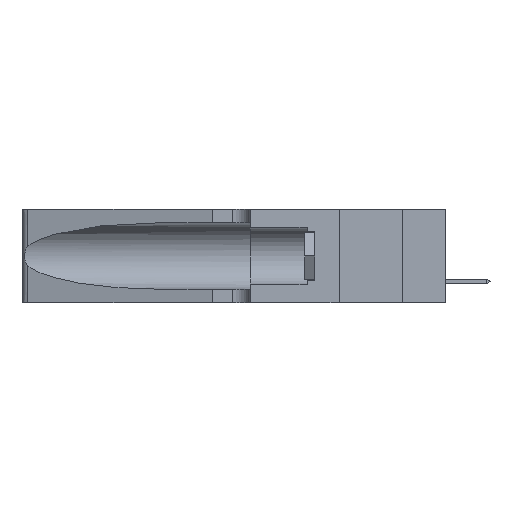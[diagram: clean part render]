
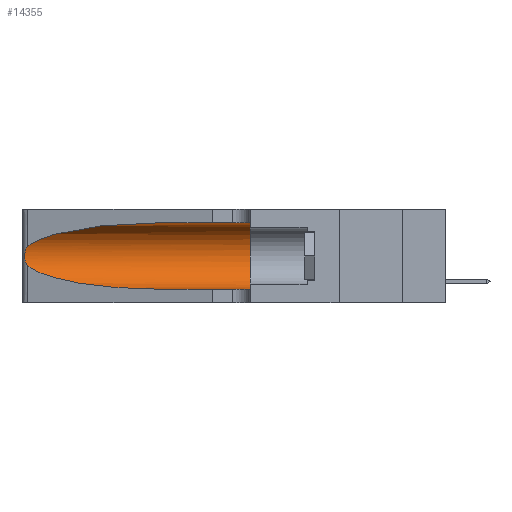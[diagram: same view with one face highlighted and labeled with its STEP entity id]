
A CAD part, left-side view. The second image highlights one B-rep face of the part: STEP entity #14355.
In plain terms, the highlighted cylindrical face has radius 3.308 mm (diameter 6.617 mm), a partial arc.
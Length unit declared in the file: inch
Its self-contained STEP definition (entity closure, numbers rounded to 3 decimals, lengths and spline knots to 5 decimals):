
#344 = B_SPLINE_CURVE_WITH_KNOTS ( 'NONE', 3,
 ( #29440, #3718, #9554, #15053, #6100, #12214, #35469, #14919, #35340, #26521, #3320, #32632, #15318, #35865 ),
 .UNSPECIFIED., .F., .F.,
 ( 4, 2, 2, 2, 2, 2, 4 ),
 ( 0., 0.00027, 0.00053, 0.00107, 0.0016, 0.00187, 0.00214 ),
 .UNSPECIFIED. ) ;
#1006 = EDGE_CURVE ( 'NONE', #32497, #24166, #37285, .T. ) ;
#1281 = CARTESIAN_POINT ( 'NONE',  ( 0.1305, 1.61858, 0.05475 ) ) ;
#2055 = CARTESIAN_POINT ( 'NONE',  ( 0.18966, 0.96281, 0.31525 ) ) ;
#3320 = CARTESIAN_POINT ( 'NONE',  ( 0.25789, 1.23486, 0.15765 ) ) ;
#3718 = CARTESIAN_POINT ( 'NONE',  ( 0.25555, 1.22994, 0.2215 ) ) ;
#5308 = EDGE_CURVE ( 'NONE', #15291, #15857, #344, .T. ) ;
#5557 = CYLINDRICAL_SURFACE ( 'NONE', #8967, 0.13025 ) ;
#5707 = ORIENTED_EDGE ( 'NONE', *, *, #1006, .F. ) ;
#6100 = CARTESIAN_POINT ( 'NONE',  ( 0.25854, 1.2359, 0.20912 ) ) ;
#6230 = DIRECTION ( 'NONE',  ( 0., 0., 1. ) ) ;
#8915 = ORIENTED_EDGE ( 'NONE', *, *, #5308, .T. ) ;
#8967 = AXIS2_PLACEMENT_3D ( 'NONE', #11975, #26070, #17502 ) ;
#9018 = EDGE_CURVE ( 'NONE', #28469, #15291, #12234, .T. ) ;
#9364 = CARTESIAN_POINT ( 'NONE',  ( 0.2373, 1.15595, 0.08982 ) ) ;
#9554 = CARTESIAN_POINT ( 'NONE',  ( 0.25639, 1.23184, 0.21858 ) ) ;
#11975 = CARTESIAN_POINT ( 'NONE',  ( 0.1305, 1.61858, 0.185 ) ) ;
#12214 = CARTESIAN_POINT ( 'NONE',  ( 0.26018, 1.23835, 0.19895 ) ) ;
#12234 =( BOUNDED_CURVE ( )  B_SPLINE_CURVE ( 3, ( #31080, #2055, #28025, #16443 ),
 .UNSPECIFIED., .F., .T. ) 
 B_SPLINE_CURVE_WITH_KNOTS ( ( 4, 4 ),
 ( 1.5708, 2.84003 ),
 .UNSPECIFIED. ) 
 CURVE ( )  GEOMETRIC_REPRESENTATION_ITEM ( )  RATIONAL_B_SPLINE_CURVE ( ( 1., 0.87, 0.87, 1. ) ) 
 REPRESENTATION_ITEM ( '' )  );
#12767 = DIRECTION ( 'NONE',  ( 0., 1., 0. ) ) ;
#13870 = ORIENTED_EDGE ( 'NONE', *, *, #27354, .T. ) ;
#14164 = CARTESIAN_POINT ( 'NONE',  ( 0.1305, 0.72297, 0.31525 ) ) ;
#14355 = ADVANCED_FACE ( 'NONE', ( #30176 ), #5557, .F. ) ;
#14919 = CARTESIAN_POINT ( 'NONE',  ( 0.26075, 1.23896, 0.178 ) ) ;
#15053 = CARTESIAN_POINT ( 'NONE',  ( 0.25787, 1.23484, 0.2124 ) ) ;
#15124 = CARTESIAN_POINT ( 'NONE',  ( 0.25487, 1.22718, 0.14631 ) ) ;
#15291 = VERTEX_POINT ( 'NONE', #24923 ) ;
#15318 = CARTESIAN_POINT ( 'NONE',  ( 0.25555, 1.22993, 0.14849 ) ) ;
#15857 = VERTEX_POINT ( 'NONE', #19661 ) ;
#16443 = CARTESIAN_POINT ( 'NONE',  ( 0.25487, 1.22718, 0.22369 ) ) ;
#17502 = DIRECTION ( 'NONE',  ( 0., 0., -1. ) ) ;
#18988 = DIRECTION ( 'NONE',  ( 0., -1., 0. ) ) ;
#19661 = CARTESIAN_POINT ( 'NONE',  ( 0.25487, 1.22718, 0.14631 ) ) ;
#20862 = EDGE_CURVE ( 'NONE', #28469, #32497, #35399, .T. ) ;
#20936 = CARTESIAN_POINT ( 'NONE',  ( 0.1305, 0.72297, 0.05475 ) ) ;
#21586 = CARTESIAN_POINT ( 'NONE',  ( 0.1305, 0.35, 0.31525 ) ) ;
#22059 = LINE ( 'NONE', #1281, #33949 ) ;
#22400 = ORIENTED_EDGE ( 'NONE', *, *, #28874, .T. ) ;
#22981 = ORIENTED_EDGE ( 'NONE', *, *, #9018, .T. ) ;
#24166 = VERTEX_POINT ( 'NONE', #28512 ) ;
#24923 = CARTESIAN_POINT ( 'NONE',  ( 0.25487, 1.22718, 0.22369 ) ) ;
#25169 =( BOUNDED_CURVE ( )  B_SPLINE_CURVE ( 3, ( #15124, #9364, #29759, #35275 ),
 .UNSPECIFIED., .F., .T. ) 
 B_SPLINE_CURVE_WITH_KNOTS ( ( 4, 4 ),
 ( 3.44316, 4.71239 ),
 .UNSPECIFIED. ) 
 CURVE ( )  GEOMETRIC_REPRESENTATION_ITEM ( )  RATIONAL_B_SPLINE_CURVE ( ( 1., 0.87, 0.87, 1. ) ) 
 REPRESENTATION_ITEM ( '' )  );
#25876 = DIRECTION ( 'NONE',  ( 0., -1., 0. ) ) ;
#26070 = DIRECTION ( 'NONE',  ( 0., -1., 0. ) ) ;
#26222 = CARTESIAN_POINT ( 'NONE',  ( 0.1305, 1.61858, 0.31525 ) ) ;
#26521 = CARTESIAN_POINT ( 'NONE',  ( 0.25856, 1.23593, 0.16098 ) ) ;
#27065 = EDGE_LOOP ( 'NONE', ( #22981, #8915, #22400, #13870, #5707, #34299 ) ) ;
#27354 = EDGE_CURVE ( 'NONE', #36726, #24166, #22059, .T. ) ;
#28025 = CARTESIAN_POINT ( 'NONE',  ( 0.2373, 1.15595, 0.28018 ) ) ;
#28469 = VERTEX_POINT ( 'NONE', #14164 ) ;
#28512 = CARTESIAN_POINT ( 'NONE',  ( 0.1305, 0.35, 0.05475 ) ) ;
#28874 = EDGE_CURVE ( 'NONE', #15857, #36726, #25169, .T. ) ;
#29440 = CARTESIAN_POINT ( 'NONE',  ( 0.25487, 1.22718, 0.22369 ) ) ;
#29759 = CARTESIAN_POINT ( 'NONE',  ( 0.18966, 0.96281, 0.05475 ) ) ;
#30118 = CARTESIAN_POINT ( 'NONE',  ( 0.1305, 0.35, 0.185 ) ) ;
#30176 = FACE_OUTER_BOUND ( 'NONE', #27065, .T. ) ;
#31080 = CARTESIAN_POINT ( 'NONE',  ( 0.1305, 0.72297, 0.31525 ) ) ;
#32497 = VERTEX_POINT ( 'NONE', #21586 ) ;
#32632 = CARTESIAN_POINT ( 'NONE',  ( 0.25639, 1.23186, 0.15144 ) ) ;
#33138 = VECTOR ( 'NONE', #25876, 39.37008 ) ;
#33309 = AXIS2_PLACEMENT_3D ( 'NONE', #30118, #12767, #6230 ) ;
#33949 = VECTOR ( 'NONE', #18988, 39.37008 ) ;
#34299 = ORIENTED_EDGE ( 'NONE', *, *, #20862, .F. ) ;
#35275 = CARTESIAN_POINT ( 'NONE',  ( 0.1305, 0.72297, 0.05475 ) ) ;
#35340 = CARTESIAN_POINT ( 'NONE',  ( 0.26017, 1.23833, 0.17102 ) ) ;
#35399 = LINE ( 'NONE', #26222, #33138 ) ;
#35469 = CARTESIAN_POINT ( 'NONE',  ( 0.26075, 1.23896, 0.19203 ) ) ;
#35865 = CARTESIAN_POINT ( 'NONE',  ( 0.25487, 1.22718, 0.14631 ) ) ;
#36726 = VERTEX_POINT ( 'NONE', #20936 ) ;
#37285 = CIRCLE ( 'NONE', #33309, 0.13025 ) ;
